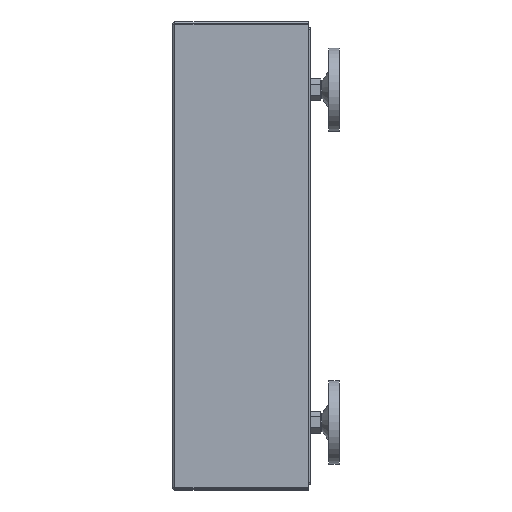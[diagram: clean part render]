
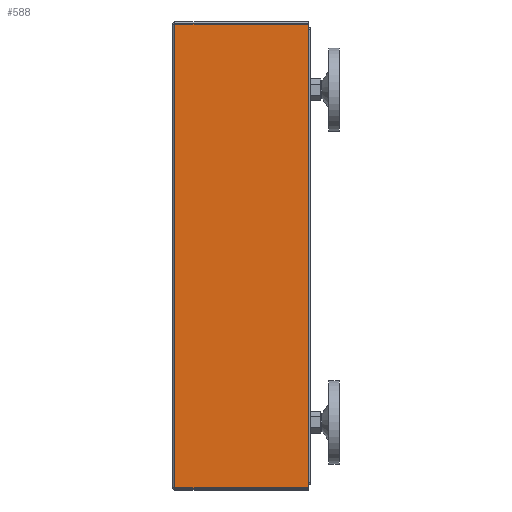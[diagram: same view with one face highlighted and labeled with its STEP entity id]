
A CAD part, left-side view. The second image highlights one B-rep face of the part: STEP entity #588.
In plain terms, the highlighted face is planar.
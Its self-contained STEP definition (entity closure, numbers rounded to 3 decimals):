
#84 = DIRECTION ( 'NONE',  ( 0., 0., 1. ) ) ;
#95 = DIRECTION ( 'NONE',  ( 0., 1., 0. ) ) ;
#162 = CARTESIAN_POINT ( 'NONE',  ( 300., -130.7, -223. ) ) ;
#227 = VECTOR ( 'NONE', #84, 1000. ) ;
#363 = LINE ( 'NONE', #5784, #5190 ) ;
#546 = CARTESIAN_POINT ( 'NONE',  ( 300., -2., 223. ) ) ;
#588 = ADVANCED_FACE ( 'NONE', ( #1052 ), #4746, .T. ) ;
#660 = DIRECTION ( 'NONE',  ( 0., 0., -1. ) ) ;
#725 = EDGE_CURVE ( 'NONE', #1547, #4733, #4250, .T. ) ;
#958 = ORIENTED_EDGE ( 'NONE', *, *, #725, .T. ) ;
#1009 = VERTEX_POINT ( 'NONE', #2589 ) ;
#1052 = FACE_OUTER_BOUND ( 'NONE', #4412, .T. ) ;
#1142 = CARTESIAN_POINT ( 'NONE',  ( 300., -2., -223. ) ) ;
#1439 = EDGE_CURVE ( 'NONE', #4733, #5709, #3218, .T. ) ;
#1547 = VERTEX_POINT ( 'NONE', #162 ) ;
#2016 = CARTESIAN_POINT ( 'NONE',  ( 300., -130.7, -223. ) ) ;
#2463 = ORIENTED_EDGE ( 'NONE', *, *, #2640, .T. ) ;
#2589 = CARTESIAN_POINT ( 'NONE',  ( 300., -130.7, 223. ) ) ;
#2640 = EDGE_CURVE ( 'NONE', #1009, #1547, #363, .T. ) ;
#2849 = CARTESIAN_POINT ( 'NONE',  ( 300., -130.7, 223. ) ) ;
#3202 = CARTESIAN_POINT ( 'NONE',  ( 300., -2., 223. ) ) ;
#3218 = LINE ( 'NONE', #546, #227 ) ;
#3822 = DIRECTION ( 'NONE',  ( 0., 1., 0. ) ) ;
#4140 = CARTESIAN_POINT ( 'NONE',  ( 300., -130.7, 223. ) ) ;
#4185 = LINE ( 'NONE', #4140, #5436 ) ;
#4250 = LINE ( 'NONE', #2016, #5596 ) ;
#4412 = EDGE_LOOP ( 'NONE', ( #958, #5290, #5753, #2463 ) ) ;
#4502 = DIRECTION ( 'NONE',  ( 0., 0., -1. ) ) ;
#4661 = EDGE_CURVE ( 'NONE', #1009, #5709, #4185, .T. ) ;
#4733 = VERTEX_POINT ( 'NONE', #1142 ) ;
#4746 = PLANE ( 'NONE',  #5592 ) ;
#5190 = VECTOR ( 'NONE', #4502, 1000. ) ;
#5290 = ORIENTED_EDGE ( 'NONE', *, *, #1439, .T. ) ;
#5436 = VECTOR ( 'NONE', #95, 1000. ) ;
#5592 = AXIS2_PLACEMENT_3D ( 'NONE', #2849, #5608, #660 ) ;
#5596 = VECTOR ( 'NONE', #3822, 1000. ) ;
#5608 = DIRECTION ( 'NONE',  ( 1., 0., 0. ) ) ;
#5709 = VERTEX_POINT ( 'NONE', #3202 ) ;
#5753 = ORIENTED_EDGE ( 'NONE', *, *, #4661, .F. ) ;
#5784 = CARTESIAN_POINT ( 'NONE',  ( 300., -130.7, 223. ) ) ;
